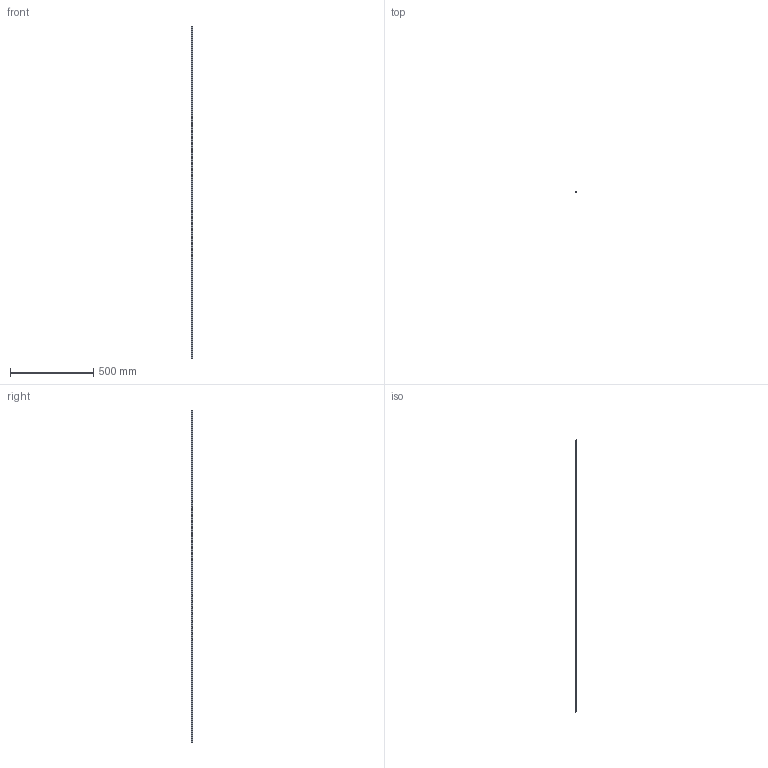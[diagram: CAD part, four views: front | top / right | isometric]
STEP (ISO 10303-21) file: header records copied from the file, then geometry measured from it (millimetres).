
FILE_DESCRIPTION (( 'STEP AP214' ), '1' );
FILE_NAME ('ÀÃÈÅ 008.00.03.001_Îñíîâàíèå 10õ7.STEP', '2016-06-15T06:17:18', ( '' ), ( '' ), 'SwSTEP 2.0', 'SolidWorks 2014', '' );
FILE_SCHEMA (( 'AUTOMOTIVE_DESIGN' ));
Length unit declared in the file: millimetre
Products named in the file (1): ÀÃÈÅ 008.00.03.001_Îñíîâàíèå 10õ7
Bounding box: 10 x 7 x 2000 mm (x, y, z)
Volume: 39834 mm3; surface area: 162311.4 mm2
Topology: 2 solids, 2 shells, 38 faces, 102 edges, 68 vertices
Faces by surface type: plane 28, cylinder 10
Entity records: 1229 total; most frequent: CARTESIAN_POINT 209, ORIENTED_EDGE 204, DIRECTION 200, EDGE_CURVE 102, LINE 82, VECTOR 82, VERTEX_POINT 68, AXIS2_PLACEMENT_3D 59
